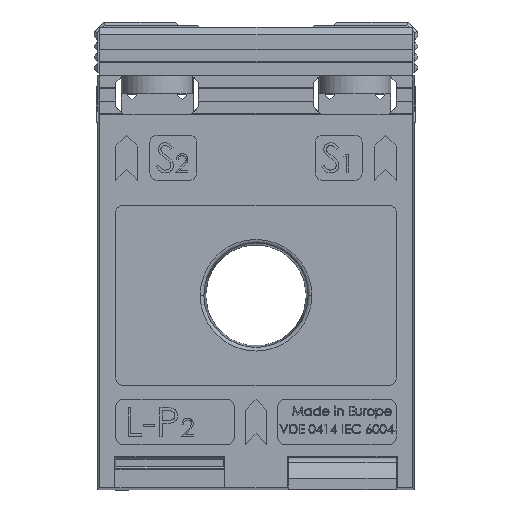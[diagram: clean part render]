
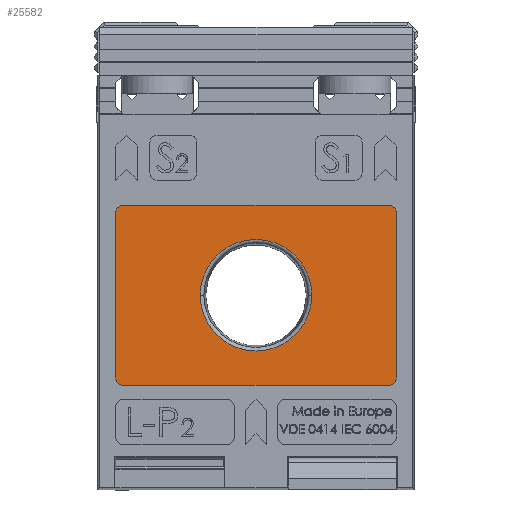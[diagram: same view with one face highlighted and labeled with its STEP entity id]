
A CAD part, top view. The second image highlights one B-rep face of the part: STEP entity #25582.
In plain terms, the highlighted planar face has unit normal (0, 0, 1).
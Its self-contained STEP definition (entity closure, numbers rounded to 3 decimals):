
#7741 = LINE ( 'NONE', #7747, #7807 ) ;
#7747 = CARTESIAN_POINT ( 'NONE',  ( -18.5, -12.5, 14.995 ) ) ;
#7806 = DIRECTION ( 'NONE',  ( 1., 0., 0. ) ) ;
#7807 = VECTOR ( 'NONE', #7806, 1000. ) ;
#7936 = CIRCLE ( 'NONE', #7938, 1. ) ;
#7938 = AXIS2_PLACEMENT_3D ( 'NONE', #7959, #7958, #7957 ) ;
#7957 = DIRECTION ( 'NONE',  ( 1., 0., 0. ) ) ;
#7958 = DIRECTION ( 'NONE',  ( 0., 0., 1. ) ) ;
#7959 = CARTESIAN_POINT ( 'NONE',  ( 18.5, -11.5, 14.995 ) ) ;
#8096 = CARTESIAN_POINT ( 'NONE',  ( 18.5, -12.5, 14.995 ) ) ;
#8125 = CARTESIAN_POINT ( 'NONE',  ( 19.5, -11.5, 14.995 ) ) ;
#8289 = CARTESIAN_POINT ( 'NONE',  ( -18.5, -12.5, 14.995 ) ) ;
#8315 = CARTESIAN_POINT ( 'NONE',  ( -19.5, -11.5, 14.995 ) ) ;
#8374 = CARTESIAN_POINT ( 'NONE',  ( -18.5, 11.5, 14.995 ) ) ;
#8375 = CARTESIAN_POINT ( 'NONE',  ( 18.5, 12.5, 14.995 ) ) ;
#8416 = DIRECTION ( 'NONE',  ( 1., 0., 0. ) ) ;
#8417 = DIRECTION ( 'NONE',  ( 0., 0., 1. ) ) ;
#8418 = AXIS2_PLACEMENT_3D ( 'NONE', #8374, #8417, #8416 ) ;
#8422 = CIRCLE ( 'NONE', #8418, 1. ) ;
#8524 = DIRECTION ( 'NONE',  ( -1., 0., 0. ) ) ;
#8525 = DIRECTION ( 'NONE',  ( 0., 0., 1. ) ) ;
#8526 = CARTESIAN_POINT ( 'NONE',  ( -18.5, -11.5, 14.995 ) ) ;
#8527 = AXIS2_PLACEMENT_3D ( 'NONE', #8526, #8525, #8524 ) ;
#8529 = CIRCLE ( 'NONE', #8527, 1. ) ;
#8622 = CARTESIAN_POINT ( 'NONE',  ( -19.5, 11.5, 14.995 ) ) ;
#8629 = DIRECTION ( 'NONE',  ( 0., -1., 0. ) ) ;
#8630 = VECTOR ( 'NONE', #8629, 1000. ) ;
#8640 = CARTESIAN_POINT ( 'NONE',  ( -19.5, 11.5, 14.995 ) ) ;
#8641 = LINE ( 'NONE', #8640, #8630 ) ;
#8703 = CARTESIAN_POINT ( 'NONE',  ( -18.5, 12.5, 14.995 ) ) ;
#8721 = DIRECTION ( 'NONE',  ( 0., 1., 0. ) ) ;
#8722 = VECTOR ( 'NONE', #8721, 1000. ) ;
#8723 = CARTESIAN_POINT ( 'NONE',  ( 19.5, 11.5, 14.995 ) ) ;
#8724 = LINE ( 'NONE', #8723, #8722 ) ;
#8731 = DIRECTION ( 'NONE',  ( 1., 0., 0. ) ) ;
#8732 = DIRECTION ( 'NONE',  ( 0., 0., -1. ) ) ;
#8733 = CARTESIAN_POINT ( 'NONE',  ( 0., 0., 14.995 ) ) ;
#8734 = AXIS2_PLACEMENT_3D ( 'NONE', #8733, #8732, #8731 ) ;
#8735 = CIRCLE ( 'NONE', #8734, 7.753 ) ;
#8752 = LINE ( 'NONE', #8757, #8756 ) ;
#8756 = VECTOR ( 'NONE', #8788, 1000. ) ;
#8757 = CARTESIAN_POINT ( 'NONE',  ( -18.5, 12.5, 14.995 ) ) ;
#8758 = CARTESIAN_POINT ( 'NONE',  ( 19.5, 11.5, 14.995 ) ) ;
#8788 = DIRECTION ( 'NONE',  ( -1., 0., 0. ) ) ;
#8858 = DIRECTION ( 'NONE',  ( -1., 0., 0. ) ) ;
#8859 = DIRECTION ( 'NONE',  ( 0., 0., 1. ) ) ;
#8860 = CARTESIAN_POINT ( 'NONE',  ( 18.5, 11.5, 14.995 ) ) ;
#8861 = AXIS2_PLACEMENT_3D ( 'NONE', #8860, #8859, #8858 ) ;
#8890 = CIRCLE ( 'NONE', #8861, 1. ) ;
#8999 = DIRECTION ( 'NONE',  ( 0., 0., 1. ) ) ;
#9000 = CARTESIAN_POINT ( 'NONE',  ( 18.5, -11.5, 14.995 ) ) ;
#9095 = FACE_BOUND ( 'NONE', #25507, .T. ) ;
#9096 = AXIS2_PLACEMENT_3D ( 'NONE', #9000, #8999, #9124 ) ;
#9097 = PLANE ( 'NONE',  #9096 ) ;
#9098 = FACE_OUTER_BOUND ( 'NONE', #25455, .T. ) ;
#9124 = DIRECTION ( 'NONE',  ( 1., 0., 0. ) ) ;
#12945 = CIRCLE ( 'NONE', #12952, 7.753 ) ;
#12952 = AXIS2_PLACEMENT_3D ( 'NONE', #12965, #12960, #13002 ) ;
#12960 = DIRECTION ( 'NONE',  ( 0., 0., -1. ) ) ;
#12965 = CARTESIAN_POINT ( 'NONE',  ( 0., 0., 14.995 ) ) ;
#13002 = DIRECTION ( 'NONE',  ( 1., 0., 0. ) ) ;
#13139 = CARTESIAN_POINT ( 'NONE',  ( 7.753, 0., 14.995 ) ) ;
#13188 = CARTESIAN_POINT ( 'NONE',  ( -7.753, 0., 14.995 ) ) ;
#24966 = EDGE_CURVE ( 'NONE', #25189, #25122, #7741, .T. ) ;
#25018 = EDGE_CURVE ( 'NONE', #25122, #25116, #7936, .T. ) ;
#25116 = VERTEX_POINT ( 'NONE', #8125 ) ;
#25122 = VERTEX_POINT ( 'NONE', #8096 ) ;
#25189 = VERTEX_POINT ( 'NONE', #8289 ) ;
#25199 = VERTEX_POINT ( 'NONE', #8315 ) ;
#25234 = VERTEX_POINT ( 'NONE', #8375 ) ;
#25241 = EDGE_CURVE ( 'NONE', #25401, #25352, #8422, .T. ) ;
#25284 = EDGE_CURVE ( 'NONE', #25199, #25189, #8529, .T. ) ;
#25311 = ORIENTED_EDGE ( 'NONE', *, *, #25018, .T. ) ;
#25335 = EDGE_CURVE ( 'NONE', #25352, #25199, #8641, .T. ) ;
#25352 = VERTEX_POINT ( 'NONE', #8622 ) ;
#25386 = EDGE_CURVE ( 'NONE', #28799, #28796, #8735, .T. ) ;
#25397 = EDGE_CURVE ( 'NONE', #25116, #25425, #8724, .T. ) ;
#25401 = VERTEX_POINT ( 'NONE', #8703 ) ;
#25425 = VERTEX_POINT ( 'NONE', #8758 ) ;
#25434 = EDGE_CURVE ( 'NONE', #25234, #25401, #8752, .T. ) ;
#25455 = EDGE_LOOP ( 'NONE', ( #25311, #25616, #25461, #25629, #25495, #25635, #25617, #25520 ) ) ;
#25460 = ORIENTED_EDGE ( 'NONE', *, *, #28617, .T. ) ;
#25461 = ORIENTED_EDGE ( 'NONE', *, *, #25487, .T. ) ;
#25487 = EDGE_CURVE ( 'NONE', #25425, #25234, #8890, .T. ) ;
#25495 = ORIENTED_EDGE ( 'NONE', *, *, #25241, .T. ) ;
#25507 = EDGE_LOOP ( 'NONE', ( #25569, #25460 ) ) ;
#25520 = ORIENTED_EDGE ( 'NONE', *, *, #24966, .T. ) ;
#25569 = ORIENTED_EDGE ( 'NONE', *, *, #25386, .T. ) ;
#25582 = ADVANCED_FACE ( 'NONE', ( #9095, #9098 ), #9097, .T. ) ;
#25616 = ORIENTED_EDGE ( 'NONE', *, *, #25397, .T. ) ;
#25617 = ORIENTED_EDGE ( 'NONE', *, *, #25284, .T. ) ;
#25629 = ORIENTED_EDGE ( 'NONE', *, *, #25434, .T. ) ;
#25635 = ORIENTED_EDGE ( 'NONE', *, *, #25335, .T. ) ;
#28617 = EDGE_CURVE ( 'NONE', #28796, #28799, #12945, .T. ) ;
#28796 = VERTEX_POINT ( 'NONE', #13188 ) ;
#28799 = VERTEX_POINT ( 'NONE', #13139 ) ;
